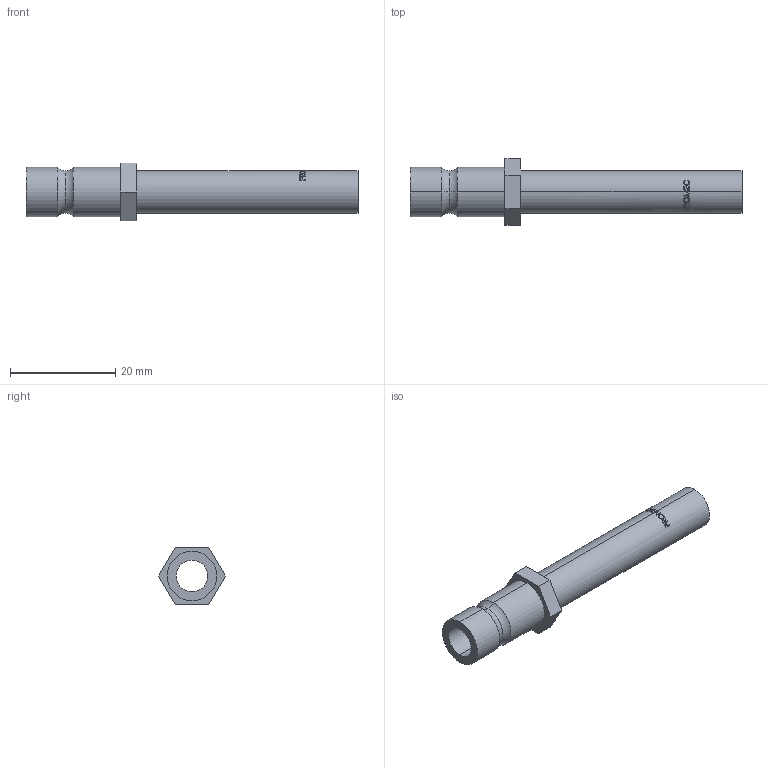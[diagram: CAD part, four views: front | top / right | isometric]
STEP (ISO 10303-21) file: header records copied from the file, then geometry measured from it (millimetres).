
FILE_DESCRIPTION (( 'STEP AP203' ), '1' );
FILE_NAME ('4e10.STEP', '2022-09-20T13:03:59', ( '' ), ( '' ), 'SwSTEP 2.0', 'SolidWorks 2019', '' );
FILE_SCHEMA (( 'CONFIG_CONTROL_DESIGN' ));
Length unit declared in the file: millimetre
Products named in the file (1): 4e10
Bounding box: 63 x 12.7 x 11 mm (x, y, z)
Volume: 1853.8 mm3; surface area: 3052.7 mm2
Topology: 1 solids, 1 shells, 106 faces, 276 edges, 182 vertices
Faces by surface type: plane 42, bspline 42, cylinder 18, torus 4
Entity records: 5436 total; most frequent: CARTESIAN_POINT 3092, ORIENTED_EDGE 552, DIRECTION 328, EDGE_CURVE 276, VERTEX_POINT 182, B_SPLINE_CURVE_WITH_KNOTS 140, AXIS2_PLACEMENT_3D 127, EDGE_LOOP 118
